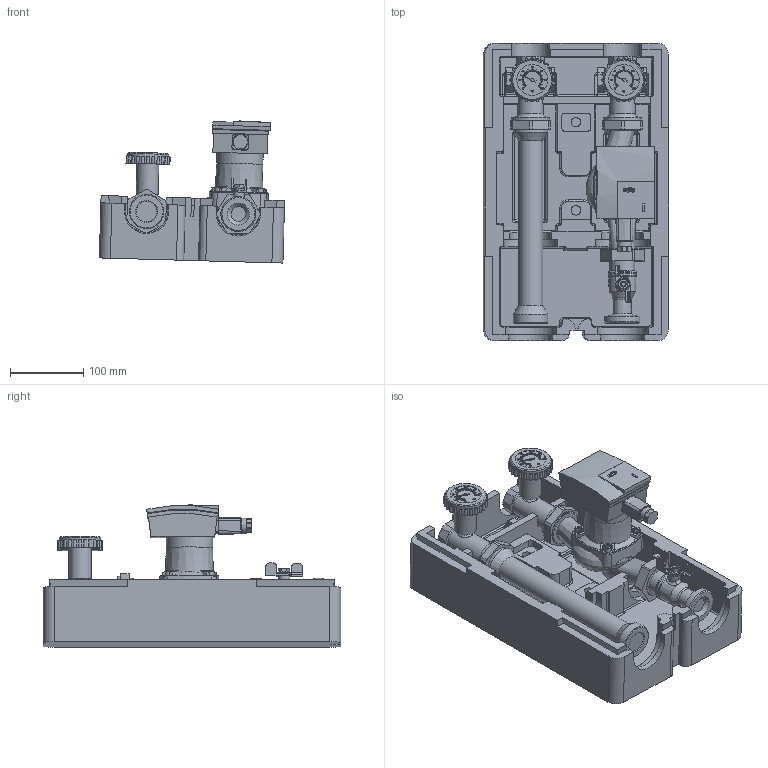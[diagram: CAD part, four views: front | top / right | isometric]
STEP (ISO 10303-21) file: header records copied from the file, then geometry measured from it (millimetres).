
FILE_DESCRIPTION(/* description */ (''),/* implementation_level */ '2;1');
FILE_NAME(/* name */ 'SA125-DN25_Wilo_bez pokrywy.stp',/* time_stamp */ '2015-11-26T21:29:20+01:00',/* author */ ('ARTUR'),/* organization */ (''),/* preprocessor_version */ 'ST-DEVELOPER v15.6',/* originating_system */ 'Autodesk Inventor 2015',/* authorisation */ '');
FILE_SCHEMA (('CONFIG_CONTROL_DESIGN'));
Products named in the file (1): SA125-DN25_Wilo_bez pokrywy
Bounding box: 252.28 x 405 x 193.45 mm (x, y, z)
Volume: 5738721.5 mm3; surface area: 603883.5 mm2
Topology: 1 solids, 1 shells, 2342 faces, 6468 edges, 4199 vertices
Faces by surface type: plane 1560, cylinder 603, torus 50, cone 46, bspline 45, sphere 38
Full cylindrical faces by diameter (mm): 6.647 x1, 10 x4, 13 x2, 13.654 x2, 15 x1, 20 x1, 21 x1, 25 x3, 30 x2, 33 x3, 33.8 x1, 35 x2, 37.8 x1, 38 x1, 41.7 x1, 42 x3, 47 x2, 47.7 x1, 48.3 x2, 52 x2, 56 x2, 63 x1
Entity records: 80007 total; most frequent: CARTESIAN_POINT 19154, ORIENTED_EDGE 12640, DIRECTION 12179, EDGE_CURVE 6320, LINE 4681, VECTOR 4681, VERTEX_POINT 4171, AXIS2_PLACEMENT_3D 3749
